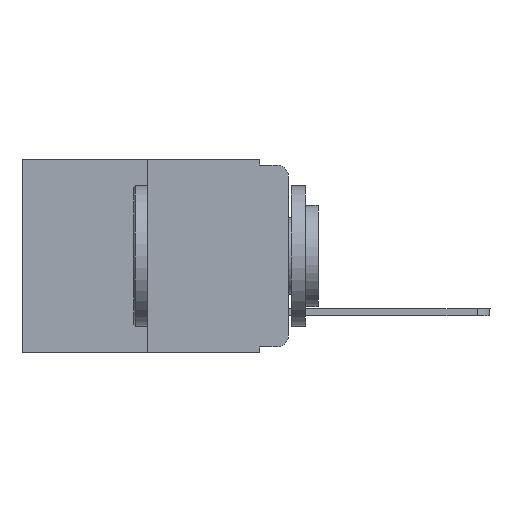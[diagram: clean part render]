
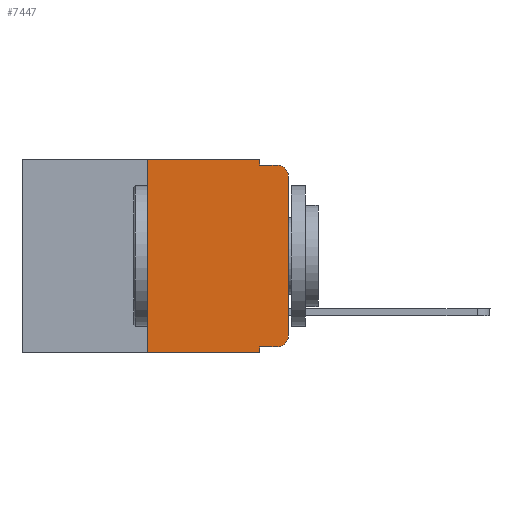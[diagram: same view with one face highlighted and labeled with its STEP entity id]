
A CAD part, left-side view. The second image highlights one B-rep face of the part: STEP entity #7447.
In plain terms, the highlighted planar face has unit normal (-1, 0, 0).
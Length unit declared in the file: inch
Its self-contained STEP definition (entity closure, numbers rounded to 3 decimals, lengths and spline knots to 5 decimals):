
#614 = LINE ( 'NONE', #8021, #8257 ) ;
#775 = CIRCLE ( 'NONE', #5759, 0.02 ) ;
#1035 = ORIENTED_EDGE ( 'NONE', *, *, #4429, .F. ) ;
#1670 = VERTEX_POINT ( 'NONE', #18619 ) ;
#1773 = ORIENTED_EDGE ( 'NONE', *, *, #4752, .F. ) ;
#1837 = DIRECTION ( 'NONE',  ( -1., 0., 0. ) ) ;
#2130 = AXIS2_PLACEMENT_3D ( 'NONE', #8202, #11119, #10997 ) ;
#2141 = ORIENTED_EDGE ( 'NONE', *, *, #8802, .T. ) ;
#2275 = CARTESIAN_POINT ( 'NONE',  ( 0., 0.051, -0.01 ) ) ;
#2866 = DIRECTION ( 'NONE',  ( 0., -1., 0. ) ) ;
#3115 = DIRECTION ( 'NONE',  ( 0., 0., 1. ) ) ;
#3499 = DIRECTION ( 'NONE',  ( 0., -1., 0. ) ) ;
#3825 = ORIENTED_EDGE ( 'NONE', *, *, #10382, .T. ) ;
#3998 = VERTEX_POINT ( 'NONE', #6365 ) ;
#4276 = VERTEX_POINT ( 'NONE', #11537 ) ;
#4429 = EDGE_CURVE ( 'NONE', #13731, #1670, #7430, .T. ) ;
#4539 = ORIENTED_EDGE ( 'NONE', *, *, #6367, .T. ) ;
#4634 = CARTESIAN_POINT ( 'NONE',  ( 0., 0.02, -0.333 ) ) ;
#4752 = EDGE_CURVE ( 'NONE', #12463, #3998, #614, .T. ) ;
#4796 = LINE ( 'NONE', #15728, #13591 ) ;
#5058 = CARTESIAN_POINT ( 'NONE',  ( 0., 0.051, 0. ) ) ;
#5164 = DIRECTION ( 'NONE',  ( 0., 0., -1. ) ) ;
#5403 = ORIENTED_EDGE ( 'NONE', *, *, #5534, .F. ) ;
#5534 = EDGE_CURVE ( 'NONE', #9762, #6366, #16128, .T. ) ;
#5759 = AXIS2_PLACEMENT_3D ( 'NONE', #6869, #15375, #12618 ) ;
#6226 = EDGE_CURVE ( 'NONE', #3998, #4276, #9342, .T. ) ;
#6365 = CARTESIAN_POINT ( 'NONE',  ( 0., 0.051, -0.01 ) ) ;
#6366 = VERTEX_POINT ( 'NONE', #8392 ) ;
#6367 = EDGE_CURVE ( 'NONE', #17116, #4276, #775, .T. ) ;
#6369 = DIRECTION ( 'NONE',  ( 0., 0., -1. ) ) ;
#6386 = DIRECTION ( 'NONE',  ( 0., -1., 0. ) ) ;
#6513 = CARTESIAN_POINT ( 'NONE',  ( 0., 0.051, -0.333 ) ) ;
#6839 = CARTESIAN_POINT ( 'NONE',  ( 0., 0., -0.313 ) ) ;
#6869 = CARTESIAN_POINT ( 'NONE',  ( 0., 0.02, -0.03 ) ) ;
#7326 = EDGE_CURVE ( 'NONE', #14489, #17116, #4796, .T. ) ;
#7334 = CARTESIAN_POINT ( 'NONE',  ( 0., 0.473, -0.343 ) ) ;
#7430 = LINE ( 'NONE', #8076, #9695 ) ;
#7447 = ADVANCED_FACE ( 'NONE', ( #15385 ), #13985, .F. ) ;
#7640 = ORIENTED_EDGE ( 'NONE', *, *, #6226, .F. ) ;
#8021 = CARTESIAN_POINT ( 'NONE',  ( 0., 0.051, 0. ) ) ;
#8038 = EDGE_CURVE ( 'NONE', #10977, #14489, #14734, .T. ) ;
#8076 = CARTESIAN_POINT ( 'NONE',  ( 0., 0.051, 0. ) ) ;
#8202 = CARTESIAN_POINT ( 'NONE',  ( 0., 0.473, 0. ) ) ;
#8257 = VECTOR ( 'NONE', #5164, 39.37008 ) ;
#8392 = CARTESIAN_POINT ( 'NONE',  ( 0., 0.25, 0. ) ) ;
#8586 = VECTOR ( 'NONE', #2866, 39.37008 ) ;
#8802 = EDGE_CURVE ( 'NONE', #13731, #10977, #11382, .T. ) ;
#9122 = VECTOR ( 'NONE', #6386, 39.37008 ) ;
#9342 = LINE ( 'NONE', #2275, #9122 ) ;
#9504 = VECTOR ( 'NONE', #13074, 39.37008 ) ;
#9557 = DIRECTION ( 'NONE',  ( 0., 0., -1. ) ) ;
#9695 = VECTOR ( 'NONE', #9557, 39.37008 ) ;
#9762 = VERTEX_POINT ( 'NONE', #12135 ) ;
#10019 = CARTESIAN_POINT ( 'NONE',  ( 0., 0.051, -0.333 ) ) ;
#10263 = ORIENTED_EDGE ( 'NONE', *, *, #12906, .F. ) ;
#10341 = DIRECTION ( 'NONE',  ( 0., 0., 1. ) ) ;
#10382 = EDGE_CURVE ( 'NONE', #9762, #1670, #14674, .T. ) ;
#10977 = VERTEX_POINT ( 'NONE', #4634 ) ;
#10997 = DIRECTION ( 'NONE',  ( 0., 0., -1. ) ) ;
#11119 = DIRECTION ( 'NONE',  ( 1., 0., 0. ) ) ;
#11382 = LINE ( 'NONE', #6513, #11825 ) ;
#11520 = CARTESIAN_POINT ( 'NONE',  ( 0., 0.25, 0. ) ) ;
#11537 = CARTESIAN_POINT ( 'NONE',  ( 0., 0.02, -0.01 ) ) ;
#11759 = CARTESIAN_POINT ( 'NONE',  ( 0., 0.473, 0. ) ) ;
#11825 = VECTOR ( 'NONE', #3499, 39.37008 ) ;
#11967 = ORIENTED_EDGE ( 'NONE', *, *, #7326, .T. ) ;
#12135 = CARTESIAN_POINT ( 'NONE',  ( 0., 0.25, -0.343 ) ) ;
#12425 = LINE ( 'NONE', #11759, #8586 ) ;
#12463 = VERTEX_POINT ( 'NONE', #5058 ) ;
#12618 = DIRECTION ( 'NONE',  ( 0., 0., -1. ) ) ;
#12906 = EDGE_CURVE ( 'NONE', #6366, #12463, #12425, .T. ) ;
#12918 = CARTESIAN_POINT ( 'NONE',  ( 0., 0., -0.03 ) ) ;
#13074 = DIRECTION ( 'NONE',  ( 0., -1., 0. ) ) ;
#13201 = VECTOR ( 'NONE', #3115, 39.37008 ) ;
#13256 = CARTESIAN_POINT ( 'NONE',  ( 0., 0.02, -0.313 ) ) ;
#13591 = VECTOR ( 'NONE', #10341, 39.37008 ) ;
#13731 = VERTEX_POINT ( 'NONE', #10019 ) ;
#13985 = PLANE ( 'NONE',  #2130 ) ;
#14489 = VERTEX_POINT ( 'NONE', #6839 ) ;
#14674 = LINE ( 'NONE', #7334, #9504 ) ;
#14734 = CIRCLE ( 'NONE', #18325, 0.02 ) ;
#15375 = DIRECTION ( 'NONE',  ( -1., 0., 0. ) ) ;
#15385 = FACE_OUTER_BOUND ( 'NONE', #15674, .T. ) ;
#15674 = EDGE_LOOP ( 'NONE', ( #11967, #4539, #7640, #1773, #10263, #5403, #3825, #1035, #2141, #16001 ) ) ;
#15728 = CARTESIAN_POINT ( 'NONE',  ( 0., 0., 0. ) ) ;
#16001 = ORIENTED_EDGE ( 'NONE', *, *, #8038, .T. ) ;
#16128 = LINE ( 'NONE', #11520, #13201 ) ;
#17116 = VERTEX_POINT ( 'NONE', #12918 ) ;
#18325 = AXIS2_PLACEMENT_3D ( 'NONE', #13256, #1837, #6369 ) ;
#18619 = CARTESIAN_POINT ( 'NONE',  ( 0., 0.051, -0.343 ) ) ;
